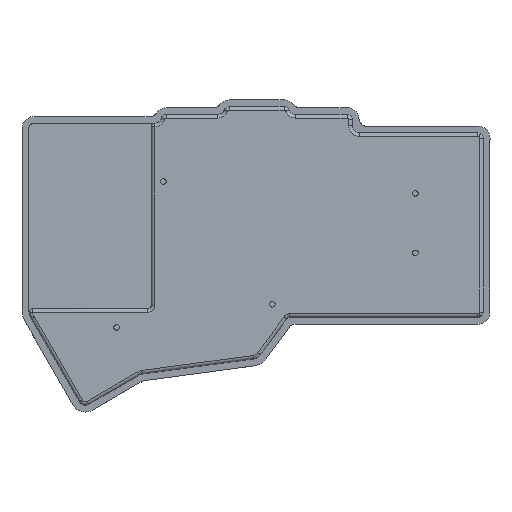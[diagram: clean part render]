
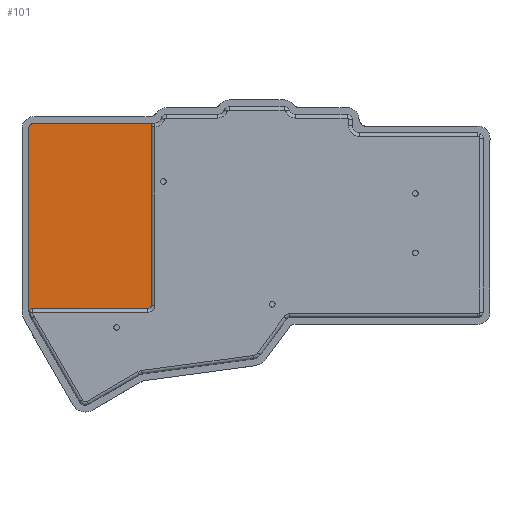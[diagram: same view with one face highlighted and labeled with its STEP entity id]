
A CAD part, top view. The second image highlights one B-rep face of the part: STEP entity #101.
In plain terms, the highlighted planar face has unit normal (0, 0, 1).
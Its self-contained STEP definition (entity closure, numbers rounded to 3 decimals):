
#101=ADVANCED_FACE('',(#303),#2792,.T.);
#303=FACE_OUTER_BOUND('',#501,.T.);
#501=EDGE_LOOP('',(#1047,#1048,#1049,#1050,#1051,#1052,#1053,#1054,#1055,
#1056));
#1047=ORIENTED_EDGE('',*,*,#1678,.F.);
#1048=ORIENTED_EDGE('',*,*,#1675,.T.);
#1049=ORIENTED_EDGE('',*,*,#1705,.F.);
#1050=ORIENTED_EDGE('',*,*,#1747,.F.);
#1051=ORIENTED_EDGE('',*,*,#1716,.F.);
#1052=ORIENTED_EDGE('',*,*,#1689,.F.);
#1053=ORIENTED_EDGE('',*,*,#1687,.F.);
#1054=ORIENTED_EDGE('',*,*,#1684,.F.);
#1055=ORIENTED_EDGE('',*,*,#1682,.T.);
#1056=ORIENTED_EDGE('',*,*,#1680,.F.);
#1675=EDGE_CURVE('',#2513,#2512,#1996,.T.);
#1678=EDGE_CURVE('',#2513,#2514,#1998,.T.);
#1680=EDGE_CURVE('',#2514,#2515,#2196,.T.);
#1682=EDGE_CURVE('',#2516,#2515,#1999,.T.);
#1684=EDGE_CURVE('',#2516,#2517,#2199,.T.);
#1687=EDGE_CURVE('',#2517,#2518,#2001,.T.);
#1689=EDGE_CURVE('',#2518,#2519,#2002,.T.);
#1705=EDGE_CURVE('',#2536,#2512,#2217,.T.);
#1716=EDGE_CURVE('',#2519,#2547,#2228,.T.);
#1747=EDGE_CURVE('',#2547,#2536,#2021,.T.);
#1996=(
BOUNDED_CURVE()
B_SPLINE_CURVE(2,(#5886,#5887,#5888),.UNSPECIFIED.,.F.,.F.)
B_SPLINE_CURVE_WITH_KNOTS((3,3),(-0.069,0.),.UNSPECIFIED.)
CURVE()
GEOMETRIC_REPRESENTATION_ITEM()
RATIONAL_B_SPLINE_CURVE((1.,1.,1.))
REPRESENTATION_ITEM('')
);
#1998=(
BOUNDED_CURVE()
B_SPLINE_CURVE(2,(#5894,#5895,#5896),.UNSPECIFIED.,.F.,.F.)
B_SPLINE_CURVE_WITH_KNOTS((3,3),(0.,1.536),.UNSPECIFIED.)
CURVE()
GEOMETRIC_REPRESENTATION_ITEM()
RATIONAL_B_SPLINE_CURVE((1.,0.719,1.))
REPRESENTATION_ITEM('')
);
#1999=(
BOUNDED_CURVE()
B_SPLINE_CURVE(2,(#5903,#5904,#5905),.UNSPECIFIED.,.F.,.F.)
B_SPLINE_CURVE_WITH_KNOTS((3,3),(-1.571,0.),.UNSPECIFIED.)
CURVE()
GEOMETRIC_REPRESENTATION_ITEM()
RATIONAL_B_SPLINE_CURVE((1.,0.707,1.))
REPRESENTATION_ITEM('')
);
#2001=(
BOUNDED_CURVE()
B_SPLINE_CURVE(2,(#5917,#5918,#5919,#5920,#5921),.UNSPECIFIED.,.F.,.F.)
B_SPLINE_CURVE_WITH_KNOTS((3,2,3),(0.,0.878,1.757),
 .UNSPECIFIED.)
CURVE()
GEOMETRIC_REPRESENTATION_ITEM()
RATIONAL_B_SPLINE_CURVE((1.,0.905,1.,0.905,1.))
REPRESENTATION_ITEM('')
);
#2002=(
BOUNDED_CURVE()
B_SPLINE_CURVE(2,(#5924,#5925,#5926),.UNSPECIFIED.,.F.,.F.)
B_SPLINE_CURVE_WITH_KNOTS((3,3),(0.,0.93),.UNSPECIFIED.)
CURVE()
GEOMETRIC_REPRESENTATION_ITEM()
RATIONAL_B_SPLINE_CURVE((1.,0.996,1.))
REPRESENTATION_ITEM('')
);
#2021=(
BOUNDED_CURVE()
B_SPLINE_CURVE(2,(#6061,#6062,#6063),.UNSPECIFIED.,.F.,.F.)
B_SPLINE_CURVE_WITH_KNOTS((3,3),(0.,2.356),.UNSPECIFIED.)
CURVE()
GEOMETRIC_REPRESENTATION_ITEM()
RATIONAL_B_SPLINE_CURVE((1.,0.707,1.))
REPRESENTATION_ITEM('')
);
#2196=B_SPLINE_CURVE_WITH_KNOTS('',1,(#5899,#5900),.UNSPECIFIED.,.F.,.F.,
(2,2),(0.,51.002),.UNSPECIFIED.);
#2199=B_SPLINE_CURVE_WITH_KNOTS('',1,(#5908,#5909),.UNSPECIFIED.,.F.,.F.,
(2,2),(0.,32.931),.UNSPECIFIED.);
#2217=B_SPLINE_CURVE_WITH_KNOTS('',1,(#5957,#5958),.UNSPECIFIED.,.F.,.F.,
(2,2),(0.,34.396),.UNSPECIFIED.);
#2228=B_SPLINE_CURVE_WITH_KNOTS('',1,(#5979,#5980),.UNSPECIFIED.,.F.,.F.,
(2,2),(-51.76,0.),.UNSPECIFIED.);
#2512=VERTEX_POINT('',#5140);
#2513=VERTEX_POINT('',#5141);
#2514=VERTEX_POINT('',#5142);
#2515=VERTEX_POINT('',#5143);
#2516=VERTEX_POINT('',#5144);
#2517=VERTEX_POINT('',#5145);
#2518=VERTEX_POINT('',#5146);
#2519=VERTEX_POINT('',#5147);
#2536=VERTEX_POINT('',#5164);
#2547=VERTEX_POINT('',#5175);
#2792=PLANE('',#2974);
#2974=AXIS2_PLACEMENT_3D('',#4382,#3096,$);
#3096=DIRECTION('',(0.,0.,1.));
#4382=CARTESIAN_POINT('',(202.28,-61.597,-8.));
#5140=CARTESIAN_POINT('',(241.893,-67.136,-8.));
#5141=CARTESIAN_POINT('',(241.963,-67.135,-8.));
#5142=CARTESIAN_POINT('',(240.997,-68.135,-8.));
#5143=CARTESIAN_POINT('',(240.997,-119.136,-8.));
#5144=CARTESIAN_POINT('',(239.997,-120.136,-8.));
#5145=CARTESIAN_POINT('',(207.066,-120.136,-8.));
#5146=CARTESIAN_POINT('',(206.084,-121.321,-8.));
#5147=CARTESIAN_POINT('',(205.997,-120.397,-8.));
#5164=CARTESIAN_POINT('',(207.497,-67.136,-8.));
#5175=CARTESIAN_POINT('',(205.997,-68.636,-8.));
#5886=CARTESIAN_POINT('',(241.963,-67.135,-8.));
#5887=CARTESIAN_POINT('',(241.928,-67.136,-8.));
#5888=CARTESIAN_POINT('',(241.893,-67.136,-8.));
#5894=CARTESIAN_POINT('',(241.963,-67.135,-8.));
#5895=CARTESIAN_POINT('',(240.997,-67.169,-8.));
#5896=CARTESIAN_POINT('',(240.997,-68.135,-8.));
#5899=CARTESIAN_POINT('',(240.997,-68.135,-8.));
#5900=CARTESIAN_POINT('',(240.997,-119.136,-8.));
#5903=CARTESIAN_POINT('',(239.997,-120.136,-8.));
#5904=CARTESIAN_POINT('',(240.997,-120.136,-8.));
#5905=CARTESIAN_POINT('',(240.997,-119.136,-8.));
#5908=CARTESIAN_POINT('',(239.997,-120.136,-8.));
#5909=CARTESIAN_POINT('',(207.066,-120.136,-8.));
#5917=CARTESIAN_POINT('',(207.066,-120.136,-8.));
#5918=CARTESIAN_POINT('',(206.596,-120.136,-8.));
#5919=CARTESIAN_POINT('',(206.297,-120.498,-8.));
#5920=CARTESIAN_POINT('',(205.997,-120.86,-8.));
#5921=CARTESIAN_POINT('',(206.084,-121.321,-8.));
#5924=CARTESIAN_POINT('',(206.084,-121.321,-8.));
#5925=CARTESIAN_POINT('',(205.997,-120.863,-8.));
#5926=CARTESIAN_POINT('',(205.997,-120.397,-8.));
#5957=CARTESIAN_POINT('',(207.497,-67.136,-8.));
#5958=CARTESIAN_POINT('',(241.893,-67.136,-8.));
#5979=CARTESIAN_POINT('',(205.997,-120.397,-8.));
#5980=CARTESIAN_POINT('',(205.997,-68.636,-8.));
#6061=CARTESIAN_POINT('',(205.997,-68.636,-8.));
#6062=CARTESIAN_POINT('',(205.997,-67.136,-8.));
#6063=CARTESIAN_POINT('',(207.497,-67.136,-8.));
